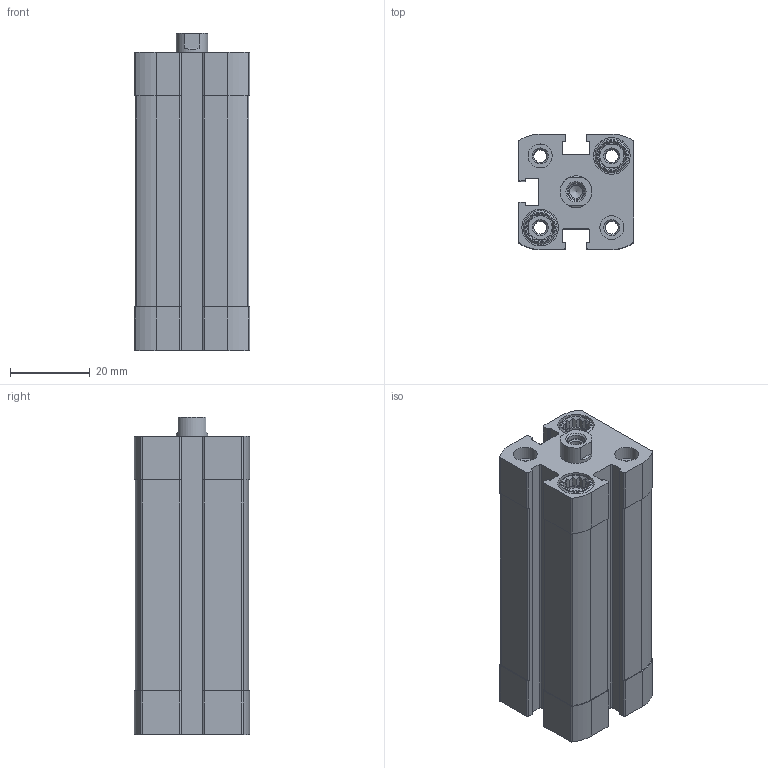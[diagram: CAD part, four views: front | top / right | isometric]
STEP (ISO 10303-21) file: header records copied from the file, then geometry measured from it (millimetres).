
FILE_DESCRIPTION(/* description */ ('STEP AP214'),/* implementation_level */ '2;1');
FILE_NAME(/* name */ '536232_ADN-16-40-I-P-A',/* time_stamp */ '2024-07-30T16:07:36+02:00',/* author */ ('License CC BY-ND 4.0'),/* organization */ ('CADENAS'),/* preprocessor_version */ 'ST-DEVELOPER v19.3',/* originating_system */ 'PARTsolutions',/* authorisation */ ' ');
FILE_SCHEMA (('AUTOMOTIVE_DESIGN {1 0 10303 214 3 1 1}'));
Length unit declared in the file: millimetre
Products named in the file (3): 536232 ADN-16-40-I-P-A---(asm_0); 536218 ADN-40-P---(Z); 536218 ADN-40-P-I_(KS)
Assembly tree (2 placements, depth 2):
  536232 ADN-16-40-I-P-A---(asm_0)
    536218 ADN-40-P---(Z)
    536218 ADN-40-P-I_(KS)
Bounding box: 29 x 29 x 79.7 mm (x, y, z)
Volume: 43137.9 mm3; surface area: 22739.1 mm2
Topology: 2 solids, 2 shells, 305 faces, 791 edges, 525 vertices
Faces by surface type: plane 187, cylinder 97, cone 21
Full cylindrical faces by diameter (mm): 3.242 x9, 4 x4, 4.134 x2, 4.3 x1, 6 x8, 8 x2, 8.5 x4, 9 x1, 9.2 x4, 16 x2
Entity records: 9083 total; most frequent: CARTESIAN_POINT 1823, DIRECTION 1454, ORIENTED_EDGE 1434, EDGE_CURVE 717, AXIS2_PLACEMENT_3D 525, VERTEX_POINT 510, FACE_BOUND 407, EDGE_LOOP 406
